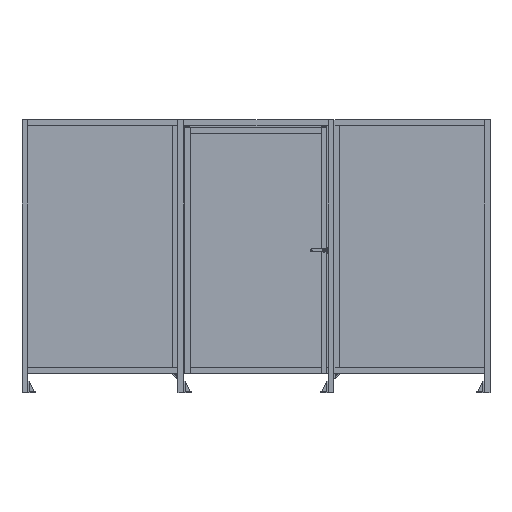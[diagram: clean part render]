
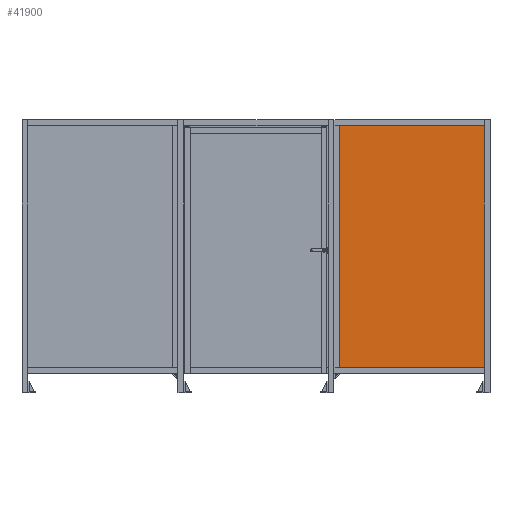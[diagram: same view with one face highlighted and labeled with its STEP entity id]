
A CAD part, front view. The second image highlights one B-rep face of the part: STEP entity #41900.
In plain terms, the highlighted planar face has unit normal (0, -1, 0).
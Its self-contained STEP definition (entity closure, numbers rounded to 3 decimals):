
#4046=FACE_OUTER_BOUND('',#6707,.T.);
#6707=EDGE_LOOP('',(#28033,#28034,#28035,#28036));
#9717=LINE('',#62679,#13815);
#9721=LINE('',#62687,#13819);
#9724=LINE('',#62693,#13822);
#9727=LINE('',#62698,#13825);
#13815=VECTOR('',#49375,1.);
#13819=VECTOR('',#49381,1.);
#13822=VECTOR('',#49386,1.);
#13825=VECTOR('',#49391,1.);
#17905=VERTEX_POINT('',#62677);
#17906=VERTEX_POINT('',#62678);
#17909=VERTEX_POINT('',#62686);
#17911=VERTEX_POINT('',#62692);
#21867=EDGE_CURVE('',#17905,#17906,#9717,.T.);
#21871=EDGE_CURVE('',#17906,#17909,#9721,.T.);
#21874=EDGE_CURVE('',#17909,#17911,#9724,.T.);
#21877=EDGE_CURVE('',#17911,#17905,#9727,.T.);
#28033=ORIENTED_EDGE('',*,*,#21877,.T.);
#28034=ORIENTED_EDGE('',*,*,#21867,.T.);
#28035=ORIENTED_EDGE('',*,*,#21871,.T.);
#28036=ORIENTED_EDGE('',*,*,#21874,.T.);
#40237=PLANE('',#44739);
#41900=ADVANCED_FACE('',(#4046),#40237,.T.);
#44739=AXIS2_PLACEMENT_3D('',#62700,#49393,#49394);
#49375=DIRECTION('',(1.,0.,0.));
#49381=DIRECTION('',(0.,0.,1.));
#49386=DIRECTION('',(-1.,0.,0.));
#49391=DIRECTION('',(0.,0.,-1.));
#49393=DIRECTION('center_axis',(0.,-1.,0.));
#49394=DIRECTION('ref_axis',(0.,0.,-1.));
#62677=CARTESIAN_POINT('',(2472.5,-3640.5,182.5));
#62678=CARTESIAN_POINT('',(3627.5,-3640.5,182.5));
#62679=CARTESIAN_POINT('',(2472.5,-3640.5,182.5));
#62686=CARTESIAN_POINT('',(3627.5,-3640.5,2102.5));
#62687=CARTESIAN_POINT('',(3627.5,-3640.5,182.5));
#62692=CARTESIAN_POINT('',(2472.5,-3640.5,2102.5));
#62693=CARTESIAN_POINT('',(3627.5,-3640.5,2102.5));
#62698=CARTESIAN_POINT('',(2472.5,-3640.5,2102.5));
#62700=CARTESIAN_POINT('Origin',(3050.,-3640.5,1142.5));
